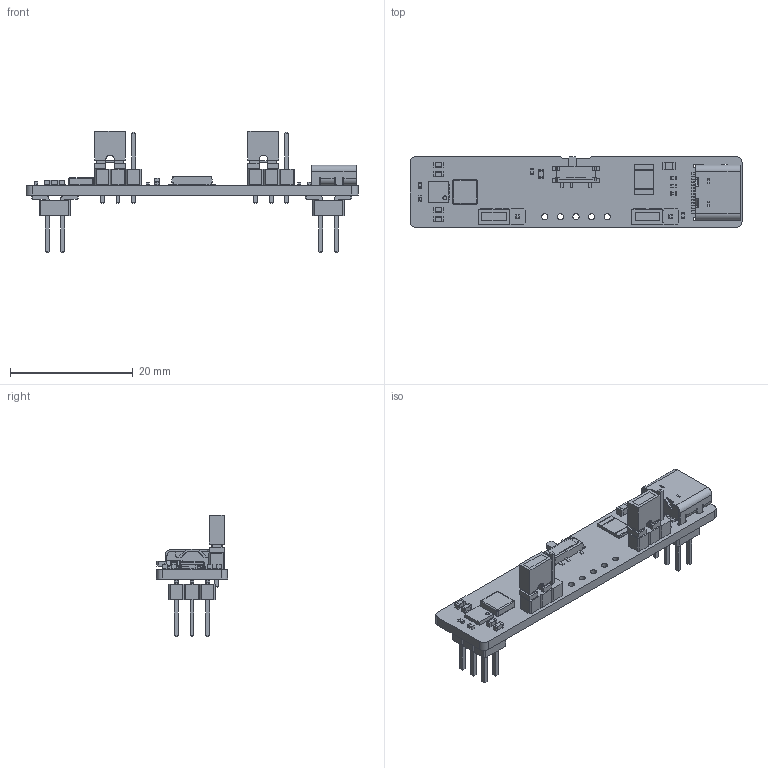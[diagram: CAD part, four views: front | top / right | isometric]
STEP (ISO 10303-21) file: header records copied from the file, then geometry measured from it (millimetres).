
FILE_DESCRIPTION(('KiCad electronic assembly'),'2;1');
FILE_NAME('AXMT-PRH0001.step','2025-01-21T14:35:58',('Pcbnew'),('Kicad') ,'Open CASCADE STEP processor 7.8','KiCad to STEP converter','Unknown' );
FILE_SCHEMA(('AUTOMOTIVE_DESIGN { 1 0 10303 214 1 1 1 1 }'));
Length unit declared in the file: millimetre
Products named in the file (28): AXMT-PRH0001 1; C_0603_1608Metric; PinHeader_1x03_P2.54mm_Vertical; PinHeader_1x03_P254mm_Vertical; JumperCap; M7580_ASM; L_Sunlord_SWPA4012S; CQ assembly; R_0402_1005Metric; C_0805_2012Metric; Fuse_0805_2012Metric; C_0402_1005Metric; SlideSwitch; PCM12SMTR; VSON-8_3.3x3.3mm_P0.65mm_NexFET; VSON_8_33x33mm_Pitch065mm_NexFET; LED_0603_1608Metric; Type-C 16P; PinHeader_2x03_P2.54mm_Vertical_SMD; PinHeader_2x03_P254mm_Vertical_SMD; BrodBoost-C_PCB
Assembly tree (38 placements, depth 3):
  AXMT-PRH0001 1
    C_0603_1608Metric  x4
      C_0603_1608Metric
    PinHeader_1x03_P2.54mm_Vertical  x2
      PinHeader_1x03_P254mm_Vertical
    JumperCap  x2
      M7580_ASM
    L_Sunlord_SWPA4012S
      CQ assembly
    R_0402_1005Metric  x4
      R_0402_1005Metric
    C_0805_2012Metric
      C_0805_2012Metric
    Fuse_0805_2012Metric
      Fuse_0805_2012Metric
    C_0402_1005Metric  x3
      C_0402_1005Metric
    SlideSwitch
      PCM12SMTR
    VSON-8_3.3x3.3mm_P0.65mm_NexFET
      VSON_8_33x33mm_Pitch065mm_NexFET
    LED_0603_1608Metric
      LED_0603_1608Metric
    Type-C 16P
      Type-C 16P
    PinHeader_2x03_P2.54mm_Vertical_SMD  x2
      PinHeader_2x03_P254mm_Vertical_SMD
    BrodBoost-C_PCB
Bounding box: 54 x 11.6 x 19.7 mm (x, y, z)
Volume: 1589.3 mm3; surface area: 3648.2 mm2
Topology: 34 solids, 34 shells, 1594 faces, 4223 edges, 2752 vertices
Faces by surface type: plane 1190, cylinder 304, bspline 88, sphere 4, cone 4, torus 4
Full cylindrical faces by diameter (mm): 0.2 x3, 0.65 x2, 1 x13
Entity records: 38363 total; most frequent: CARTESIAN_POINT 6421, ORIENTED_EDGE 5676, DIRECTION 5030, EDGE_CURVE 2838, LINE 2164, VECTOR 2164, VERTEX_POINT 1860, AXIS2_PLACEMENT_3D 1433
